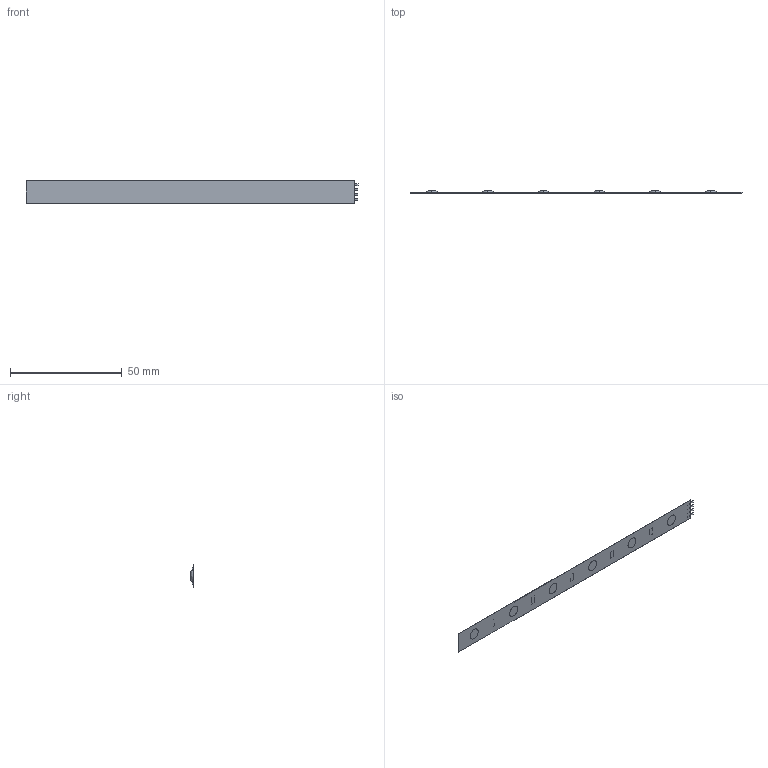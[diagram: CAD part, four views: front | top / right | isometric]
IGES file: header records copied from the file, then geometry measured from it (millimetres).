
Start section: SolidWorks IGES file using NURBS representation for surfaces
Global section: file name: LED_ïîäñâåòêà.IGS; native system: SolidWorks 2006 by SolidWorks Corporation; preprocessor: SolidWorks 2006 by SolidWorks Corporation; author: Admin; date: 120310.215421; units: millimetre
Bounding box: 148.79 x 1.1 x 10 mm (x, y, z)
Surface area: 3065.4 mm2 (no closed solid volume)
Topology: 0 solids, 0 shells, 73 faces, 704 edges, 704 vertices
Faces by surface type: bspline 73
